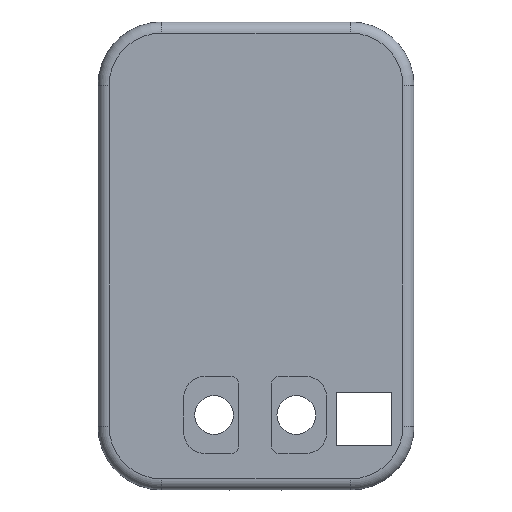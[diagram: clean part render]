
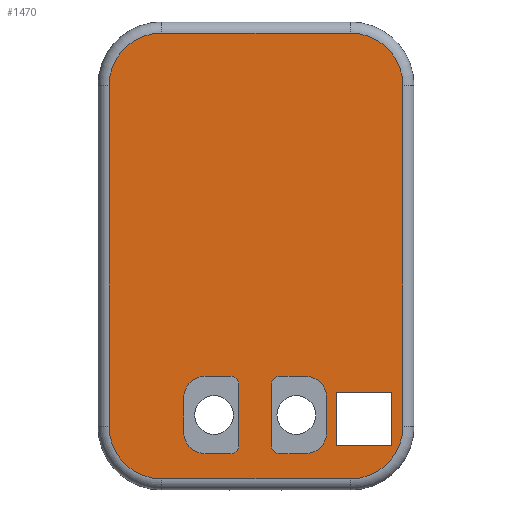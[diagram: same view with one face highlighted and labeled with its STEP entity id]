
A CAD part, top view. The second image highlights one B-rep face of the part: STEP entity #1470.
In plain terms, the highlighted planar face has unit normal (0, 0, 1).
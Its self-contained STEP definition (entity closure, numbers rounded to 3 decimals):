
#1074 = VERTEX_POINT('',#1075);
#1075 = CARTESIAN_POINT('',(-26.6,30.85,9.1));
#1082 = EDGE_CURVE('',#1074,#1083,#1085,.T.);
#1083 = VERTEX_POINT('',#1084);
#1084 = CARTESIAN_POINT('',(-26.6,-30.85,9.1));
#1085 = LINE('',#1086,#1087);
#1086 = CARTESIAN_POINT('',(-26.6,30.85,9.1));
#1087 = VECTOR('',#1088,1.);
#1088 = DIRECTION('',(0.,-1.,0.));
#1132 = VERTEX_POINT('',#1133);
#1133 = CARTESIAN_POINT('',(17.1,40.35,9.1));
#1140 = EDGE_CURVE('',#1132,#1141,#1143,.T.);
#1141 = VERTEX_POINT('',#1142);
#1142 = CARTESIAN_POINT('',(-17.1,40.35,9.1));
#1143 = LINE('',#1144,#1145);
#1144 = CARTESIAN_POINT('',(17.1,40.35,9.1));
#1145 = VECTOR('',#1146,1.);
#1146 = DIRECTION('',(-1.,0.,0.));
#1167 = EDGE_CURVE('',#1141,#1074,#1168,.T.);
#1168 = CIRCLE('',#1169,9.5);
#1169 = AXIS2_PLACEMENT_3D('',#1170,#1171,#1172);
#1170 = CARTESIAN_POINT('',(-17.1,30.85,9.1));
#1171 = DIRECTION('',(0.,-0.,1.));
#1172 = DIRECTION('',(0.,1.,0.));
#1185 = VERTEX_POINT('',#1186);
#1186 = CARTESIAN_POINT('',(-17.1,-40.35,9.1));
#1193 = EDGE_CURVE('',#1083,#1185,#1194,.T.);
#1194 = CIRCLE('',#1195,9.5);
#1195 = AXIS2_PLACEMENT_3D('',#1196,#1197,#1198);
#1196 = CARTESIAN_POINT('',(-17.1,-30.85,9.1));
#1197 = DIRECTION('',(0.,0.,1.));
#1198 = DIRECTION('',(-1.,0.,0.));
#1209 = EDGE_CURVE('',#1185,#1210,#1212,.T.);
#1210 = VERTEX_POINT('',#1211);
#1211 = CARTESIAN_POINT('',(17.1,-40.35,9.1));
#1212 = LINE('',#1213,#1214);
#1213 = CARTESIAN_POINT('',(-17.1,-40.35,9.1));
#1214 = VECTOR('',#1215,1.);
#1215 = DIRECTION('',(1.,0.,0.));
#1470 = ADVANCED_FACE('',(#1471,#1502,#1572,#1606),#1676,.T.);
#1471 = FACE_BOUND('',#1472,.T.);
#1472 = EDGE_LOOP('',(#1473,#1474,#1475,#1476,#1485,#1493,#1500,#1501));
#1473 = ORIENTED_EDGE('',*,*,#1082,.T.);
#1474 = ORIENTED_EDGE('',*,*,#1193,.T.);
#1475 = ORIENTED_EDGE('',*,*,#1209,.T.);
#1476 = ORIENTED_EDGE('',*,*,#1477,.T.);
#1477 = EDGE_CURVE('',#1210,#1478,#1480,.T.);
#1478 = VERTEX_POINT('',#1479);
#1479 = CARTESIAN_POINT('',(26.6,-30.85,9.1));
#1480 = CIRCLE('',#1481,9.5);
#1481 = AXIS2_PLACEMENT_3D('',#1482,#1483,#1484);
#1482 = CARTESIAN_POINT('',(17.1,-30.85,9.1));
#1483 = DIRECTION('',(0.,0.,1.));
#1484 = DIRECTION('',(0.,-1.,0.));
#1485 = ORIENTED_EDGE('',*,*,#1486,.T.);
#1486 = EDGE_CURVE('',#1478,#1487,#1489,.T.);
#1487 = VERTEX_POINT('',#1488);
#1488 = CARTESIAN_POINT('',(26.6,30.85,9.1));
#1489 = LINE('',#1490,#1491);
#1490 = CARTESIAN_POINT('',(26.6,-30.85,9.1));
#1491 = VECTOR('',#1492,1.);
#1492 = DIRECTION('',(0.,1.,0.));
#1493 = ORIENTED_EDGE('',*,*,#1494,.T.);
#1494 = EDGE_CURVE('',#1487,#1132,#1495,.T.);
#1495 = CIRCLE('',#1496,9.5);
#1496 = AXIS2_PLACEMENT_3D('',#1497,#1498,#1499);
#1497 = CARTESIAN_POINT('',(17.1,30.85,9.1));
#1498 = DIRECTION('',(0.,0.,1.));
#1499 = DIRECTION('',(1.,0.,0.));
#1500 = ORIENTED_EDGE('',*,*,#1140,.T.);
#1501 = ORIENTED_EDGE('',*,*,#1167,.T.);
#1502 = FACE_BOUND('',#1503,.T.);
#1503 = EDGE_LOOP('',(#1504,#1514,#1523,#1531,#1540,#1548,#1557,#1565));
#1504 = ORIENTED_EDGE('',*,*,#1505,.F.);
#1505 = EDGE_CURVE('',#1506,#1508,#1510,.T.);
#1506 = VERTEX_POINT('',#1507);
#1507 = CARTESIAN_POINT('',(-13.08,-25.64,9.1));
#1508 = VERTEX_POINT('',#1509);
#1509 = CARTESIAN_POINT('',(-13.08,-31.94,9.1));
#1510 = LINE('',#1511,#1512);
#1511 = CARTESIAN_POINT('',(-13.08,-25.64,9.1));
#1512 = VECTOR('',#1513,1.);
#1513 = DIRECTION('',(0.,-1.,0.));
#1514 = ORIENTED_EDGE('',*,*,#1515,.F.);
#1515 = EDGE_CURVE('',#1516,#1506,#1518,.T.);
#1516 = VERTEX_POINT('',#1517);
#1517 = CARTESIAN_POINT('',(-9.23,-21.79,9.1));
#1518 = CIRCLE('',#1519,3.85);
#1519 = AXIS2_PLACEMENT_3D('',#1520,#1521,#1522);
#1520 = CARTESIAN_POINT('',(-9.23,-25.64,9.1));
#1521 = DIRECTION('',(0.,0.,1.));
#1522 = DIRECTION('',(1.,0.,0.));
#1523 = ORIENTED_EDGE('',*,*,#1524,.F.);
#1524 = EDGE_CURVE('',#1525,#1516,#1527,.T.);
#1525 = VERTEX_POINT('',#1526);
#1526 = CARTESIAN_POINT('',(-4.58,-21.79,9.1));
#1527 = LINE('',#1528,#1529);
#1528 = CARTESIAN_POINT('',(-4.58,-21.79,9.1));
#1529 = VECTOR('',#1530,1.);
#1530 = DIRECTION('',(-1.,0.,0.));
#1531 = ORIENTED_EDGE('',*,*,#1532,.F.);
#1532 = EDGE_CURVE('',#1533,#1525,#1535,.T.);
#1533 = VERTEX_POINT('',#1534);
#1534 = CARTESIAN_POINT('',(-3.08,-23.29,9.1));
#1535 = CIRCLE('',#1536,1.5);
#1536 = AXIS2_PLACEMENT_3D('',#1537,#1538,#1539);
#1537 = CARTESIAN_POINT('',(-4.58,-23.29,9.1));
#1538 = DIRECTION('',(0.,0.,1.));
#1539 = DIRECTION('',(1.,0.,0.));
#1540 = ORIENTED_EDGE('',*,*,#1541,.F.);
#1541 = EDGE_CURVE('',#1542,#1533,#1544,.T.);
#1542 = VERTEX_POINT('',#1543);
#1543 = CARTESIAN_POINT('',(-3.08,-34.29,9.1));
#1544 = LINE('',#1545,#1546);
#1545 = CARTESIAN_POINT('',(-3.08,-34.29,9.1));
#1546 = VECTOR('',#1547,1.);
#1547 = DIRECTION('',(0.,1.,0.));
#1548 = ORIENTED_EDGE('',*,*,#1549,.F.);
#1549 = EDGE_CURVE('',#1550,#1542,#1552,.T.);
#1550 = VERTEX_POINT('',#1551);
#1551 = CARTESIAN_POINT('',(-4.58,-35.79,9.1));
#1552 = CIRCLE('',#1553,1.5);
#1553 = AXIS2_PLACEMENT_3D('',#1554,#1555,#1556);
#1554 = CARTESIAN_POINT('',(-4.58,-34.29,9.1));
#1555 = DIRECTION('',(0.,0.,1.));
#1556 = DIRECTION('',(1.,0.,0.));
#1557 = ORIENTED_EDGE('',*,*,#1558,.F.);
#1558 = EDGE_CURVE('',#1559,#1550,#1561,.T.);
#1559 = VERTEX_POINT('',#1560);
#1560 = CARTESIAN_POINT('',(-9.23,-35.79,9.1));
#1561 = LINE('',#1562,#1563);
#1562 = CARTESIAN_POINT('',(-9.23,-35.79,9.1));
#1563 = VECTOR('',#1564,1.);
#1564 = DIRECTION('',(1.,0.,0.));
#1565 = ORIENTED_EDGE('',*,*,#1566,.F.);
#1566 = EDGE_CURVE('',#1508,#1559,#1567,.T.);
#1567 = CIRCLE('',#1568,3.85);
#1568 = AXIS2_PLACEMENT_3D('',#1569,#1570,#1571);
#1569 = CARTESIAN_POINT('',(-9.23,-31.94,9.1));
#1570 = DIRECTION('',(0.,0.,1.));
#1571 = DIRECTION('',(1.,0.,0.));
#1572 = FACE_BOUND('',#1573,.T.);
#1573 = EDGE_LOOP('',(#1574,#1584,#1592,#1600));
#1574 = ORIENTED_EDGE('',*,*,#1575,.F.);
#1575 = EDGE_CURVE('',#1576,#1578,#1580,.T.);
#1576 = VERTEX_POINT('',#1577);
#1577 = CARTESIAN_POINT('',(14.55,-24.77,9.1));
#1578 = VERTEX_POINT('',#1579);
#1579 = CARTESIAN_POINT('',(14.55,-34.39,9.1));
#1580 = LINE('',#1581,#1582);
#1581 = CARTESIAN_POINT('',(14.55,-24.77,9.1));
#1582 = VECTOR('',#1583,1.);
#1583 = DIRECTION('',(0.,-1.,0.));
#1584 = ORIENTED_EDGE('',*,*,#1585,.F.);
#1585 = EDGE_CURVE('',#1586,#1576,#1588,.T.);
#1586 = VERTEX_POINT('',#1587);
#1587 = CARTESIAN_POINT('',(24.55,-24.77,9.1));
#1588 = LINE('',#1589,#1590);
#1589 = CARTESIAN_POINT('',(24.55,-24.77,9.1));
#1590 = VECTOR('',#1591,1.);
#1591 = DIRECTION('',(-1.,0.,0.));
#1592 = ORIENTED_EDGE('',*,*,#1593,.F.);
#1593 = EDGE_CURVE('',#1594,#1586,#1596,.T.);
#1594 = VERTEX_POINT('',#1595);
#1595 = CARTESIAN_POINT('',(24.55,-34.39,9.1));
#1596 = LINE('',#1597,#1598);
#1597 = CARTESIAN_POINT('',(24.55,-34.39,9.1));
#1598 = VECTOR('',#1599,1.);
#1599 = DIRECTION('',(0.,1.,0.));
#1600 = ORIENTED_EDGE('',*,*,#1601,.F.);
#1601 = EDGE_CURVE('',#1578,#1594,#1602,.T.);
#1602 = LINE('',#1603,#1604);
#1603 = CARTESIAN_POINT('',(14.55,-34.39,9.1));
#1604 = VECTOR('',#1605,1.);
#1605 = DIRECTION('',(1.,0.,0.));
#1606 = FACE_BOUND('',#1607,.T.);
#1607 = EDGE_LOOP('',(#1608,#1618,#1627,#1635,#1644,#1652,#1661,#1669));
#1608 = ORIENTED_EDGE('',*,*,#1609,.F.);
#1609 = EDGE_CURVE('',#1610,#1612,#1614,.T.);
#1610 = VERTEX_POINT('',#1611);
#1611 = CARTESIAN_POINT('',(2.8,-23.29,9.1));
#1612 = VERTEX_POINT('',#1613);
#1613 = CARTESIAN_POINT('',(2.8,-34.29,9.1));
#1614 = LINE('',#1615,#1616);
#1615 = CARTESIAN_POINT('',(2.8,-23.29,9.1));
#1616 = VECTOR('',#1617,1.);
#1617 = DIRECTION('',(0.,-1.,0.));
#1618 = ORIENTED_EDGE('',*,*,#1619,.F.);
#1619 = EDGE_CURVE('',#1620,#1610,#1622,.T.);
#1620 = VERTEX_POINT('',#1621);
#1621 = CARTESIAN_POINT('',(4.3,-21.79,9.1));
#1622 = CIRCLE('',#1623,1.5);
#1623 = AXIS2_PLACEMENT_3D('',#1624,#1625,#1626);
#1624 = CARTESIAN_POINT('',(4.3,-23.29,9.1));
#1625 = DIRECTION('',(0.,0.,1.));
#1626 = DIRECTION('',(1.,0.,0.));
#1627 = ORIENTED_EDGE('',*,*,#1628,.F.);
#1628 = EDGE_CURVE('',#1629,#1620,#1631,.T.);
#1629 = VERTEX_POINT('',#1630);
#1630 = CARTESIAN_POINT('',(8.95,-21.79,9.1));
#1631 = LINE('',#1632,#1633);
#1632 = CARTESIAN_POINT('',(8.95,-21.79,9.1));
#1633 = VECTOR('',#1634,1.);
#1634 = DIRECTION('',(-1.,0.,0.));
#1635 = ORIENTED_EDGE('',*,*,#1636,.F.);
#1636 = EDGE_CURVE('',#1637,#1629,#1639,.T.);
#1637 = VERTEX_POINT('',#1638);
#1638 = CARTESIAN_POINT('',(12.8,-25.64,9.1));
#1639 = CIRCLE('',#1640,3.85);
#1640 = AXIS2_PLACEMENT_3D('',#1641,#1642,#1643);
#1641 = CARTESIAN_POINT('',(8.95,-25.64,9.1));
#1642 = DIRECTION('',(0.,0.,1.));
#1643 = DIRECTION('',(1.,0.,0.));
#1644 = ORIENTED_EDGE('',*,*,#1645,.F.);
#1645 = EDGE_CURVE('',#1646,#1637,#1648,.T.);
#1646 = VERTEX_POINT('',#1647);
#1647 = CARTESIAN_POINT('',(12.8,-31.94,9.1));
#1648 = LINE('',#1649,#1650);
#1649 = CARTESIAN_POINT('',(12.8,-31.94,9.1));
#1650 = VECTOR('',#1651,1.);
#1651 = DIRECTION('',(0.,1.,0.));
#1652 = ORIENTED_EDGE('',*,*,#1653,.F.);
#1653 = EDGE_CURVE('',#1654,#1646,#1656,.T.);
#1654 = VERTEX_POINT('',#1655);
#1655 = CARTESIAN_POINT('',(8.95,-35.79,9.1));
#1656 = CIRCLE('',#1657,3.85);
#1657 = AXIS2_PLACEMENT_3D('',#1658,#1659,#1660);
#1658 = CARTESIAN_POINT('',(8.95,-31.94,9.1));
#1659 = DIRECTION('',(0.,0.,1.));
#1660 = DIRECTION('',(1.,0.,0.));
#1661 = ORIENTED_EDGE('',*,*,#1662,.F.);
#1662 = EDGE_CURVE('',#1663,#1654,#1665,.T.);
#1663 = VERTEX_POINT('',#1664);
#1664 = CARTESIAN_POINT('',(4.3,-35.79,9.1));
#1665 = LINE('',#1666,#1667);
#1666 = CARTESIAN_POINT('',(4.3,-35.79,9.1));
#1667 = VECTOR('',#1668,1.);
#1668 = DIRECTION('',(1.,0.,0.));
#1669 = ORIENTED_EDGE('',*,*,#1670,.F.);
#1670 = EDGE_CURVE('',#1612,#1663,#1671,.T.);
#1671 = CIRCLE('',#1672,1.5);
#1672 = AXIS2_PLACEMENT_3D('',#1673,#1674,#1675);
#1673 = CARTESIAN_POINT('',(4.3,-34.29,9.1));
#1674 = DIRECTION('',(0.,0.,1.));
#1675 = DIRECTION('',(1.,0.,0.));
#1676 = PLANE('',#1677);
#1677 = AXIS2_PLACEMENT_3D('',#1678,#1679,#1680);
#1678 = CARTESIAN_POINT('',(0.,0.,9.1));
#1679 = DIRECTION('',(0.,0.,1.));
#1680 = DIRECTION('',(1.,0.,0.));
